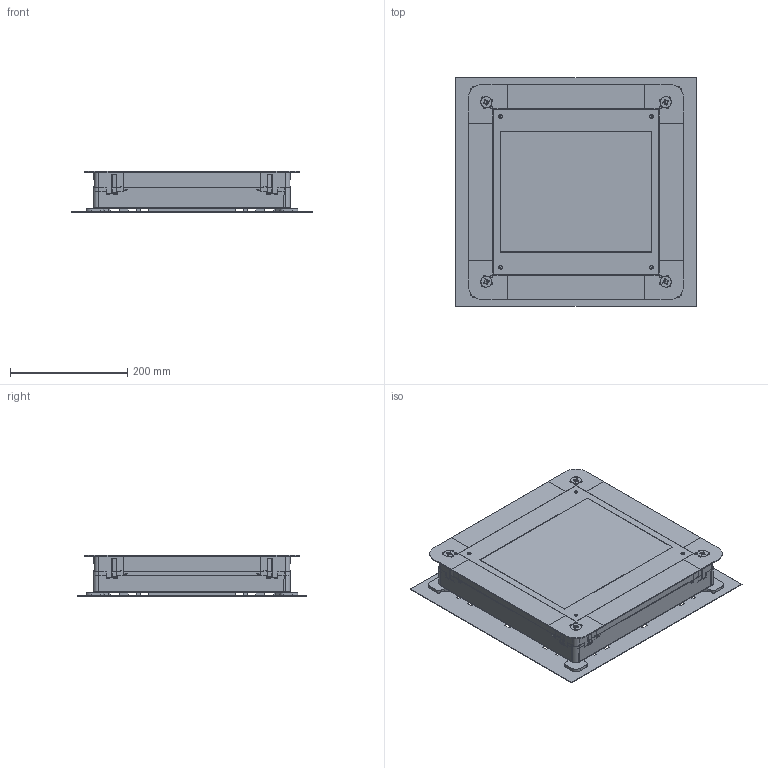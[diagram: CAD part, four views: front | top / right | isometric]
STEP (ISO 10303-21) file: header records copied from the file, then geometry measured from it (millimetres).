
FILE_DESCRIPTION (( 'STEP AP214' ), '1' );
FILE_NAME ('7410083.stp', '2018-11-19T08:46:14', ( '' ), ( '' ), 'SwSTEP 2.0', 'SolidWorks 2018', '' );
FILE_SCHEMA (( 'AUTOMOTIVE_DESIGN' ));
Length unit declared in the file: millimetre
Products named in the file (16): 001069_Mit  Tasche f〉 Fallblech; 001507T1_H = 70 -125; 43226B_Standard; 001172_Schieber ge”ffnet; 001067_Standard; 001070_Standard; 001290_Modifizierung (kleiner) 08100-001290; 7410083; P_001507T2_1_UZD 3 f〉 GES 6; 42311_Standard; 001068_Standard; 001071_35104101 L=68 mm; 43664D_Standard; 001286_Standard; 53001BU_Standard; 001065_250 er Dose
Assembly tree (39 placements, depth 4):
  7410083
    001507T1_H = 70 -125
      001290_Modifizierung (kleiner) 08100-001290
      001172_Schieber ge”ffnet  x4
        001070_Standard
        001067_Standard
      43226B_Standard  x4
    P_001507T2_1_UZD 3 f〉 GES 6
      001069_Mit  Tasche f〉 Fallblech  x4
      001065_250 er Dose  x4
      53001BU_Standard  x4
      001286_Standard  x4
      43664D_Standard
      001071_35104101 L=68 mm  x4
      001068_Standard  x4
      42311_Standard
Bounding box: 410 x 390 x 71.5 mm (x, y, z)
Volume: 984521.6 mm3; surface area: 1162222.1 mm2
Topology: 39 solids, 39 shells, 4910 faces, 13268 edges, 8440 vertices
Faces by surface type: plane 3886, cylinder 656, bspline 252, cone 100, torus 16
Entity records: 48379 total; most frequent: CARTESIAN_POINT 11667, ORIENTED_EDGE 7274, DIRECTION 6411, EDGE_CURVE 3637, VECTOR 3131, LINE 3131, VERTEX_POINT 2326, AXIS2_PLACEMENT_3D 1640
